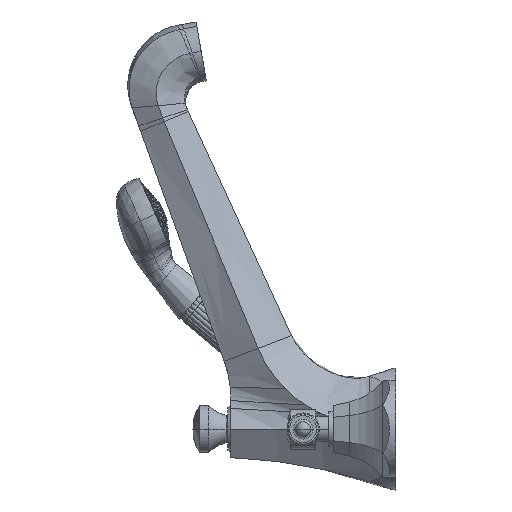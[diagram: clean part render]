
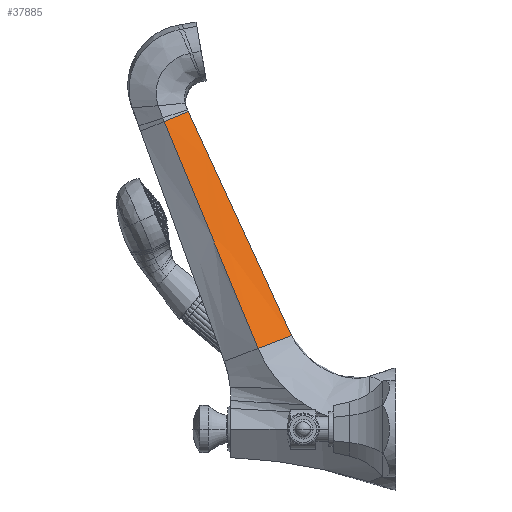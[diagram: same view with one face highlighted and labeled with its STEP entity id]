
A CAD part, left-side view. The second image highlights one B-rep face of the part: STEP entity #37885.
In plain terms, the highlighted free-form (B-spline) face has degree [3, 3] with [7, 8] control points.
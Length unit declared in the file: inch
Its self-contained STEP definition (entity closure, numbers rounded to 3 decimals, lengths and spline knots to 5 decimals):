
#35062=CARTESIAN_POINT('',(-0.8486,3.37337,
1.98075));
#35063=CARTESIAN_POINT('',(-0.69113,3.10031,
2.08539));
#35064=CARTESIAN_POINT('',(-0.53327,2.82746,
2.18995));
#35065=CARTESIAN_POINT('',(-0.375,2.5548,2.29443));
#35937=CARTESIAN_POINT('',(-0.8486,3.37337,
1.98075));
#35938=CARTESIAN_POINT('',(-0.82459,3.47661,
2.22991));
#35939=CARTESIAN_POINT('',(-0.75769,3.79245,
2.99221));
#35940=CARTESIAN_POINT('',(-0.66602,4.41027,
4.48336));
#35941=CARTESIAN_POINT('',(-0.63584,5.07573,
6.08948));
#35942=CARTESIAN_POINT('',(-0.65618,5.52897,
7.18341));
#35943=CARTESIAN_POINT('',(-0.6675,5.68013,7.54826));
#35945=DIRECTION('',(-0.416,0.84,-0.348));
#35946=VECTOR('',#35945,0.70295);
#35947=CARTESIAN_POINT('',(-0.375,5.08961,7.79293));
#35948=LINE('',#35947,#35946);
#35949=CARTESIAN_POINT('',(-0.375,2.5548,2.29443));
#35950=CARTESIAN_POINT('',(-0.375,2.67211,
2.54649));
#35951=CARTESIAN_POINT('',(-0.375,3.0236,
3.3027));
#35952=CARTESIAN_POINT('',(-0.375,3.70531,
4.77517));
#35953=CARTESIAN_POINT('',(-0.375,4.43295,
6.35684));
#35954=CARTESIAN_POINT('',(-0.375,4.92566,
7.43386));
#35955=CARTESIAN_POINT('',(-0.375,5.08961,7.79293));
#36326=CARTESIAN_POINT('',(-0.375,5.08961,7.79293));
#36327=CARTESIAN_POINT('',(-0.6675,5.68013,7.54826));
#36328=VERTEX_POINT('',#36326);
#36329=VERTEX_POINT('',#36327);
#36360=CARTESIAN_POINT('',(-0.375,2.5548,2.29443));
#36361=VERTEX_POINT('',#36360);
#36363=VERTEX_POINT('',#35062);
#37821=CARTESIAN_POINT('',(-0.36538,2.51307,
2.24638));
#37822=CARTESIAN_POINT('',(-0.3864,2.54855,
2.23168));
#37823=CARTESIAN_POINT('',(-0.44307,2.64418,
2.19206));
#37824=CARTESIAN_POINT('',(-0.5532,2.83004,
2.11507));
#37825=CARTESIAN_POINT('',(-0.67794,3.04055,
2.02786));
#37826=CARTESIAN_POINT('',(-0.78806,3.2264,
1.95087));
#37827=CARTESIAN_POINT('',(-0.84473,3.32203,
1.91126));
#37828=CARTESIAN_POINT('',(-0.86576,3.35752,
1.89656));
#37829=CARTESIAN_POINT('',(-0.36592,2.63913,
2.5166));
#37830=CARTESIAN_POINT('',(-0.38576,2.6741,
2.5021));
#37831=CARTESIAN_POINT('',(-0.43925,2.76833,
2.46303));
#37832=CARTESIAN_POINT('',(-0.5432,2.95145,
2.3871));
#37833=CARTESIAN_POINT('',(-0.66094,3.15888,
2.3011));
#37834=CARTESIAN_POINT('',(-0.76489,3.34201,
2.22517));
#37835=CARTESIAN_POINT('',(-0.81838,3.43624,
2.18611));
#37836=CARTESIAN_POINT('',(-0.83823,3.4712,
2.17161));
#37837=CARTESIAN_POINT('',(-0.36731,2.9998,
3.29079));
#37838=CARTESIAN_POINT('',(-0.38411,3.03331,
3.27689));
#37839=CARTESIAN_POINT('',(-0.42937,3.1236,
3.23943));
#37840=CARTESIAN_POINT('',(-0.51733,3.29906,
3.16663));
#37841=CARTESIAN_POINT('',(-0.61695,3.49781,
3.08416));
#37842=CARTESIAN_POINT('',(-0.70491,3.67328,
3.01136));
#37843=CARTESIAN_POINT('',(-0.75017,3.76357,
2.9739));
#37844=CARTESIAN_POINT('',(-0.76697,3.79707,
2.96));
#37845=CARTESIAN_POINT('',(-0.36918,3.69121,
4.78101));
#37846=CARTESIAN_POINT('',(-0.3819,3.72202,
4.76825));
#37847=CARTESIAN_POINT('',(-0.41617,3.80505,
4.73388));
#37848=CARTESIAN_POINT('',(-0.48278,3.96641,
4.66709));
#37849=CARTESIAN_POINT('',(-0.55823,4.14917,
4.59144));
#37850=CARTESIAN_POINT('',(-0.62485,4.31053,
4.52464));
#37851=CARTESIAN_POINT('',(-0.65912,4.39356,
4.49027));
#37852=CARTESIAN_POINT('',(-0.67184,4.42437,
4.47752));
#37853=CARTESIAN_POINT('',(-0.36979,4.42854,
6.38051));
#37854=CARTESIAN_POINT('',(-0.38117,4.4566,
6.36884));
#37855=CARTESIAN_POINT('',(-0.41185,4.53222,
6.33738));
#37856=CARTESIAN_POINT('',(-0.47148,4.67918,
6.27625));
#37857=CARTESIAN_POINT('',(-0.53901,4.84564,
6.20701));
#37858=CARTESIAN_POINT('',(-0.59864,4.9926,
6.14588));
#37859=CARTESIAN_POINT('',(-0.62932,5.06822,
6.11442));
#37860=CARTESIAN_POINT('',(-0.6407,5.09628,
6.10275));
#37861=CARTESIAN_POINT('',(-0.36936,4.9304,
7.47555));
#37862=CARTESIAN_POINT('',(-0.38168,4.95671,
7.46463));
#37863=CARTESIAN_POINT('',(-0.41488,5.02761,
7.4352));
#37864=CARTESIAN_POINT('',(-0.4794,5.16539,
7.378));
#37865=CARTESIAN_POINT('',(-0.55248,5.32146,
7.31322));
#37866=CARTESIAN_POINT('',(-0.617,5.45924,
7.25603));
#37867=CARTESIAN_POINT('',(-0.6502,5.53014,
7.2266));
#37868=CARTESIAN_POINT('',(-0.66252,5.55645,
7.21568));
#37869=CARTESIAN_POINT('',(-0.36911,5.10297,
7.85285));
#37870=CARTESIAN_POINT('',(-0.38198,5.1287,
7.84219));
#37871=CARTESIAN_POINT('',(-0.41663,5.19802,
7.81348));
#37872=CARTESIAN_POINT('',(-0.48399,5.33273,
7.75768));
#37873=CARTESIAN_POINT('',(-0.56028,5.48532,
7.69448));
#37874=CARTESIAN_POINT('',(-0.62764,5.62004,
7.63868));
#37875=CARTESIAN_POINT('',(-0.6623,5.68936,
7.60997));
#37876=CARTESIAN_POINT('',(-0.67516,5.71508,
7.59932));
#37877=B_SPLINE_SURFACE_WITH_KNOTS('',3,3,((#37821,#37822,#37823,#37824,#37825,
#37826,#37827,#37828),(#37829,#37830,#37831,#37832,#37833,#37834,#37835,#37836),
(#37837,#37838,#37839,#37840,#37841,#37842,#37843,#37844),(#37845,#37846,#37847,
#37848,#37849,#37850,#37851,#37852),(#37853,#37854,#37855,#37856,#37857,#37858,
#37859,#37860),(#37861,#37862,#37863,#37864,#37865,#37866,#37867,#37868),
(#37869,#37870,#37871,#37872,#37873,#37874,#37875,#37876)),.UNSPECIFIED.,.F.,
.F.,.F.,(4,1,1,1,4),(4,1,1,1,1,4),(-0.00999,0.13783,
0.41349,0.8045,1.00999),(-0.02,
0.11111,0.33333,0.66667,0.88889,
1.02),.UNSPECIFIED.);
#37878=ORIENTED_EDGE('',*,*,#37616,.F.);
#37879=ORIENTED_EDGE('',*,*,#37557,.T.);
#37881=ORIENTED_EDGE('',*,*,#37880,.F.);
#37882=ORIENTED_EDGE('',*,*,#37812,.F.);
#37883=EDGE_LOOP('',(#37878,#37879,#37881,#37882));
#37884=FACE_OUTER_BOUND('',#37883,.F.);
#37885=ADVANCED_FACE('',(#37884),#37877,.T.);
#35066=B_SPLINE_CURVE_WITH_KNOTS('',3,(#35062,#35063,#35064,#35065),
.UNSPECIFIED.,.F.,.F.,(4,4),(0.,1.),.UNSPECIFIED.);
#35944=B_SPLINE_CURVE_WITH_KNOTS('',3,(#35937,#35938,#35939,#35940,#35941,
#35942,#35943),.UNSPECIFIED.,.F.,.F.,(4,1,1,1,4),(0.,0.13446,
0.4112,0.80373,1.),.UNSPECIFIED.);
#35956=B_SPLINE_CURVE_WITH_KNOTS('',3,(#35949,#35950,#35951,#35952,#35953,
#35954,#35955),.UNSPECIFIED.,.F.,.F.,(4,1,1,1,4),(0.,0.13783,
0.41349,0.8045,1.),.UNSPECIFIED.);
#37557=EDGE_CURVE('',#36363,#36329,#35944,.T.);
#37616=EDGE_CURVE('',#36363,#36361,#35066,.T.);
#37812=EDGE_CURVE('',#36361,#36328,#35956,.T.);
#37880=EDGE_CURVE('',#36328,#36329,#35948,.T.);
